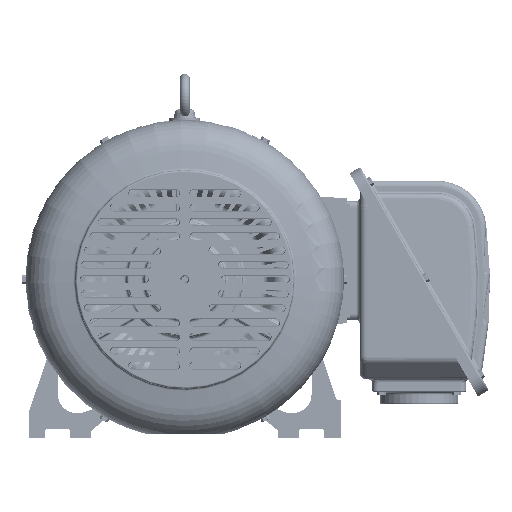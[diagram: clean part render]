
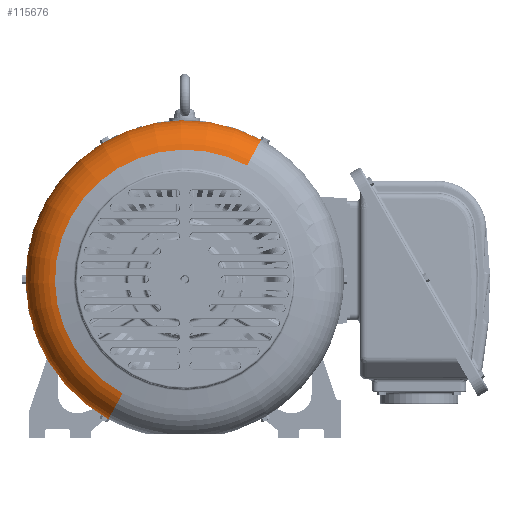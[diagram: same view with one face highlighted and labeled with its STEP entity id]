
A CAD part, front view. The second image highlights one B-rep face of the part: STEP entity #115676.
In plain terms, the highlighted toroidal (fillet/blend) face has major radius 197.75 mm and minor radius 57 mm.
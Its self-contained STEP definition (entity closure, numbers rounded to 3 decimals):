
#115516=CARTESIAN_POINT('Axis2P3D Location',(0.,-418.243,0.)) ;
#115520=CARTESIAN_POINT('Vertex',(-99.552,-418.243,-182.228)) ;
#115522=CARTESIAN_POINT('Vertex',(99.552,-418.243,182.228)) ;
#115646=CARTESIAN_POINT('Axis2P3D Location',(0.,-362.109,0.)) ;
#115651=CARTESIAN_POINT('Axis2P3D Location',(0.,-362.109,0.)) ;
#115655=CARTESIAN_POINT('Vertex',(-122.134,-362.109,-223.564)) ;
#115657=CARTESIAN_POINT('Vertex',(122.134,-362.109,223.564)) ;
#115660=CARTESIAN_POINT('Axis2P3D Location',(-94.806,-362.109,-173.542)) ;
#115665=CARTESIAN_POINT('Axis2P3D Location',(94.806,-362.109,173.542)) ;
#115517=DIRECTION('Axis2P3D Direction',(0.,1.,-0.)) ;
#115647=DIRECTION('Axis2P3D Direction',(0.,1.,-0.)) ;
#115648=DIRECTION('Axis2P3D XDirection',(0.479,0.,0.878)) ;
#115652=DIRECTION('Axis2P3D Direction',(0.,1.,-0.)) ;
#115661=DIRECTION('Axis2P3D Direction',(0.878,-0.,-0.479)) ;
#115666=DIRECTION('Axis2P3D Direction',(-0.878,0.,0.479)) ;
#115518=AXIS2_PLACEMENT_3D('Circle Axis2P3D',#115516,#115517,$) ;
#115649=AXIS2_PLACEMENT_3D('Torus Axis2P3D',#115646,#115647,#115648) ;
#115653=AXIS2_PLACEMENT_3D('Circle Axis2P3D',#115651,#115652,$) ;
#115662=AXIS2_PLACEMENT_3D('Circle Axis2P3D',#115660,#115661,$) ;
#115667=AXIS2_PLACEMENT_3D('Circle Axis2P3D',#115665,#115666,$) ;
#115671=ORIENTED_EDGE('',*,*,#115659,.F.) ;
#115672=ORIENTED_EDGE('',*,*,#115664,.T.) ;
#115673=ORIENTED_EDGE('',*,*,#115524,.T.) ;
#115674=ORIENTED_EDGE('',*,*,#115669,.F.) ;
#115676=ADVANCED_FACE('31407B027X202.1',(#115675),#115650,.T.) ;
#115519=CIRCLE('generated circle',#115518,207.648) ;
#115654=CIRCLE('generated circle',#115653,254.75) ;
#115663=CIRCLE('generated circle',#115662,57.) ;
#115668=CIRCLE('generated circle',#115667,57.) ;
#115650=TOROIDAL_SURFACE('homeo Torus',#115649,197.75,57.) ;
#115524=EDGE_CURVE('',#115521,#115523,#115519,.T.) ;
#115659=EDGE_CURVE('',#115656,#115658,#115654,.T.) ;
#115664=EDGE_CURVE('',#115656,#115521,#115663,.F.) ;
#115669=EDGE_CURVE('',#115658,#115523,#115668,.F.) ;
#115670=EDGE_LOOP('',(#115671,#115672,#115673,#115674)) ;
#115675=FACE_OUTER_BOUND('',#115670,.T.) ;
#115521=VERTEX_POINT('',#115520) ;
#115523=VERTEX_POINT('',#115522) ;
#115656=VERTEX_POINT('',#115655) ;
#115658=VERTEX_POINT('',#115657) ;
